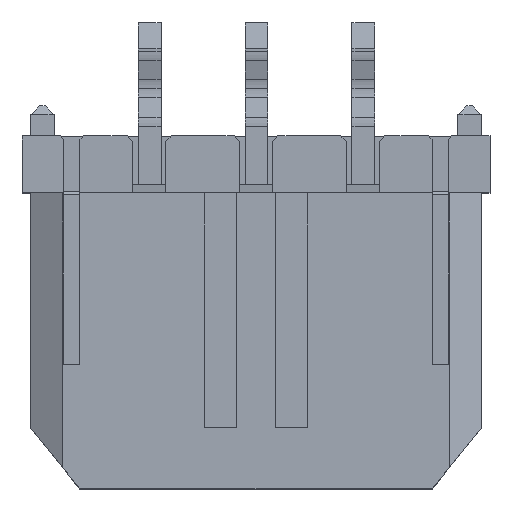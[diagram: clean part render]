
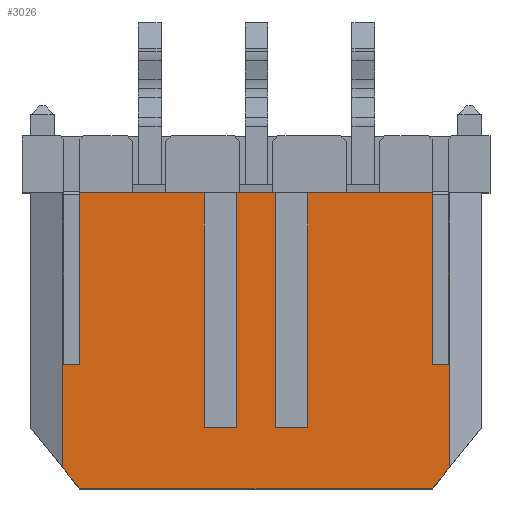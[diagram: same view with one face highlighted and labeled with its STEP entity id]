
A CAD part, top view. The second image highlights one B-rep face of the part: STEP entity #3026.
In plain terms, the highlighted planar face has unit normal (0, 0, 1).
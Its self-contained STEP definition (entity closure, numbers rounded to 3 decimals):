
#1720=CARTESIAN_POINT('',(4.053,4.374,3.885));
#1721=VERTEX_POINT('',#1720);
#1728=CARTESIAN_POINT('',(4.053,-0.436,3.885));
#1729=VERTEX_POINT('',#1728);
#1730=CARTESIAN_POINT('',(4.053,4.374,3.885));
#1731=DIRECTION('',(0.,-1.,0.));
#1732=VECTOR('',#1731,4.81);
#1733=LINE('',#1730,#1732);
#1734=EDGE_CURVE('',#1721,#1729,#1733,.T.);
#2151=CARTESIAN_POINT('',(-5.847,-0.436,3.885));
#2152=VERTEX_POINT('',#2151);
#2159=CARTESIAN_POINT('',(-5.847,4.374,3.885));
#2160=VERTEX_POINT('',#2159);
#2161=CARTESIAN_POINT('',(-5.847,-0.436,3.885));
#2162=DIRECTION('',(0.,1.,0.));
#2163=VECTOR('',#2162,4.81);
#2164=LINE('',#2161,#2163);
#2165=EDGE_CURVE('',#2152,#2160,#2164,.T.);
#2743=CARTESIAN_POINT('',(4.528,-3.349,3.885));
#2744=VERTEX_POINT('',#2743);
#2751=CARTESIAN_POINT('',(4.053,-3.936,3.885));
#2752=VERTEX_POINT('',#2751);
#2753=CARTESIAN_POINT('',(4.528,-3.349,3.885));
#2754=DIRECTION('',(-0.629,-0.778,0.));
#2755=VECTOR('',#2754,0.755);
#2756=LINE('',#2753,#2755);
#2757=EDGE_CURVE('',#2744,#2752,#2756,.T.);
#2870=CARTESIAN_POINT('',(-7.472,-3.936,3.885));
#2871=DIRECTION('',(1.,0.,0.));
#2872=DIRECTION('',(0.,0.,1.));
#2873=AXIS2_PLACEMENT_3D('',#2870,#2872,#2871);
#2874=PLANE('',#2873);
#2875=ORIENTED_EDGE('',*,*,#1734,.F.);
#2876=CARTESIAN_POINT('',(0.553,4.374,3.885));
#2877=VERTEX_POINT('',#2876);
#2878=CARTESIAN_POINT('',(4.053,4.374,3.885));
#2879=DIRECTION('',(-1.,0.,0.));
#2880=VECTOR('',#2879,3.5);
#2881=LINE('',#2878,#2880);
#2882=EDGE_CURVE('',#1721,#2877,#2881,.T.);
#2883=ORIENTED_EDGE('',*,*,#2882,.T.);
#2884=CARTESIAN_POINT('',(0.553,-2.226,3.885));
#2885=VERTEX_POINT('',#2884);
#2886=CARTESIAN_POINT('',(0.553,4.374,3.885));
#2887=DIRECTION('',(0.,-1.,0.));
#2888=VECTOR('',#2887,6.6);
#2889=LINE('',#2886,#2888);
#2890=EDGE_CURVE('',#2877,#2885,#2889,.T.);
#2891=ORIENTED_EDGE('',*,*,#2890,.T.);
#2892=CARTESIAN_POINT('',(-0.347,-2.226,3.885));
#2893=VERTEX_POINT('',#2892);
#2894=CARTESIAN_POINT('',(0.553,-2.226,3.885));
#2895=DIRECTION('',(-1.,0.,0.));
#2896=VECTOR('',#2895,0.9);
#2897=LINE('',#2894,#2896);
#2898=EDGE_CURVE('',#2885,#2893,#2897,.T.);
#2899=ORIENTED_EDGE('',*,*,#2898,.T.);
#2900=CARTESIAN_POINT('',(-0.347,4.374,3.885));
#2901=VERTEX_POINT('',#2900);
#2902=CARTESIAN_POINT('',(-0.347,-2.226,3.885));
#2903=DIRECTION('',(0.,1.,0.));
#2904=VECTOR('',#2903,6.6);
#2905=LINE('',#2902,#2904);
#2906=EDGE_CURVE('',#2893,#2901,#2905,.T.);
#2907=ORIENTED_EDGE('',*,*,#2906,.T.);
#2908=CARTESIAN_POINT('',(-1.447,4.374,3.885));
#2909=VERTEX_POINT('',#2908);
#2910=CARTESIAN_POINT('',(-0.347,4.374,3.885));
#2911=DIRECTION('',(-1.,0.,0.));
#2912=VECTOR('',#2911,1.1);
#2913=LINE('',#2910,#2912);
#2914=EDGE_CURVE('',#2901,#2909,#2913,.T.);
#2915=ORIENTED_EDGE('',*,*,#2914,.T.);
#2916=CARTESIAN_POINT('',(-1.447,-2.226,3.885));
#2917=VERTEX_POINT('',#2916);
#2918=CARTESIAN_POINT('',(-1.447,4.374,3.885));
#2919=DIRECTION('',(0.,-1.,0.));
#2920=VECTOR('',#2919,6.6);
#2921=LINE('',#2918,#2920);
#2922=EDGE_CURVE('',#2909,#2917,#2921,.T.);
#2923=ORIENTED_EDGE('',*,*,#2922,.T.);
#2924=CARTESIAN_POINT('',(-2.347,-2.226,3.885));
#2925=VERTEX_POINT('',#2924);
#2926=CARTESIAN_POINT('',(-1.447,-2.226,3.885));
#2927=DIRECTION('',(-1.,0.,0.));
#2928=VECTOR('',#2927,0.9);
#2929=LINE('',#2926,#2928);
#2930=EDGE_CURVE('',#2917,#2925,#2929,.T.);
#2931=ORIENTED_EDGE('',*,*,#2930,.T.);
#2932=CARTESIAN_POINT('',(-2.347,4.374,3.885));
#2933=VERTEX_POINT('',#2932);
#2934=CARTESIAN_POINT('',(-2.347,-2.226,3.885));
#2935=DIRECTION('',(0.,1.,0.));
#2936=VECTOR('',#2935,6.6);
#2937=LINE('',#2934,#2936);
#2938=EDGE_CURVE('',#2925,#2933,#2937,.T.);
#2939=ORIENTED_EDGE('',*,*,#2938,.T.);
#2940=CARTESIAN_POINT('',(-2.347,4.374,3.885));
#2941=DIRECTION('',(-1.,0.,0.));
#2942=VECTOR('',#2941,3.5);
#2943=LINE('',#2940,#2942);
#2944=EDGE_CURVE('',#2933,#2160,#2943,.T.);
#2945=ORIENTED_EDGE('',*,*,#2944,.T.);
#2946=ORIENTED_EDGE('',*,*,#2165,.F.);
#2947=CARTESIAN_POINT('',(-6.297,-0.436,3.885));
#2948=VERTEX_POINT('',#2947);
#2949=CARTESIAN_POINT('',(-5.847,-0.436,3.885));
#2950=DIRECTION('',(-1.,0.,0.));
#2951=VECTOR('',#2950,0.45);
#2952=LINE('',#2949,#2951);
#2953=EDGE_CURVE('',#2152,#2948,#2952,.T.);
#2954=ORIENTED_EDGE('',*,*,#2953,.T.);
#2955=CARTESIAN_POINT('',(-6.297,4.374,3.885));
#2956=VERTEX_POINT('',#2955);
#2957=CARTESIAN_POINT('',(-6.297,-0.436,3.885));
#2958=DIRECTION('',(0.,1.,0.));
#2959=VECTOR('',#2958,4.81);
#2960=LINE('',#2957,#2959);
#2961=EDGE_CURVE('',#2948,#2956,#2960,.T.);
#2962=ORIENTED_EDGE('',*,*,#2961,.T.);
#2963=CARTESIAN_POINT('',(-6.322,4.374,3.885));
#2964=VERTEX_POINT('',#2963);
#2965=CARTESIAN_POINT('',(-6.297,4.374,3.885));
#2966=DIRECTION('',(-1.,0.,0.));
#2967=VECTOR('',#2966,0.025);
#2968=LINE('',#2965,#2967);
#2969=EDGE_CURVE('',#2956,#2964,#2968,.T.);
#2970=ORIENTED_EDGE('',*,*,#2969,.T.);
#2971=CARTESIAN_POINT('',(-6.322,-3.349,3.885));
#2972=VERTEX_POINT('',#2971);
#2973=CARTESIAN_POINT('',(-6.322,4.374,3.885));
#2974=DIRECTION('',(0.,-1.,0.));
#2975=VECTOR('',#2974,7.723);
#2976=LINE('',#2973,#2975);
#2977=EDGE_CURVE('',#2964,#2972,#2976,.T.);
#2978=ORIENTED_EDGE('',*,*,#2977,.T.);
#2979=CARTESIAN_POINT('',(-5.847,-3.936,3.885));
#2980=VERTEX_POINT('',#2979);
#2981=CARTESIAN_POINT('',(-6.322,-3.349,3.885));
#2982=DIRECTION('',(0.629,-0.778,0.));
#2983=VECTOR('',#2982,0.755);
#2984=LINE('',#2981,#2983);
#2985=EDGE_CURVE('',#2972,#2980,#2984,.T.);
#2986=ORIENTED_EDGE('',*,*,#2985,.T.);
#2987=CARTESIAN_POINT('',(-5.847,-3.936,3.885));
#2988=DIRECTION('',(1.,0.,0.));
#2989=VECTOR('',#2988,9.9);
#2990=LINE('',#2987,#2989);
#2991=EDGE_CURVE('',#2980,#2752,#2990,.T.);
#2992=ORIENTED_EDGE('',*,*,#2991,.T.);
#2993=ORIENTED_EDGE('',*,*,#2757,.F.);
#2994=CARTESIAN_POINT('',(4.528,4.374,3.885));
#2995=VERTEX_POINT('',#2994);
#2996=CARTESIAN_POINT('',(4.528,-3.349,3.885));
#2997=DIRECTION('',(0.,1.,0.));
#2998=VECTOR('',#2997,7.723);
#2999=LINE('',#2996,#2998);
#3000=EDGE_CURVE('',#2744,#2995,#2999,.T.);
#3001=ORIENTED_EDGE('',*,*,#3000,.T.);
#3002=CARTESIAN_POINT('',(4.503,4.374,3.885));
#3003=VERTEX_POINT('',#3002);
#3004=CARTESIAN_POINT('',(4.528,4.374,3.885));
#3005=DIRECTION('',(-1.,0.,0.));
#3006=VECTOR('',#3005,0.025);
#3007=LINE('',#3004,#3006);
#3008=EDGE_CURVE('',#2995,#3003,#3007,.T.);
#3009=ORIENTED_EDGE('',*,*,#3008,.T.);
#3010=CARTESIAN_POINT('',(4.503,-0.436,3.885));
#3011=VERTEX_POINT('',#3010);
#3012=CARTESIAN_POINT('',(4.503,4.374,3.885));
#3013=DIRECTION('',(0.,-1.,0.));
#3014=VECTOR('',#3013,4.81);
#3015=LINE('',#3012,#3014);
#3016=EDGE_CURVE('',#3003,#3011,#3015,.T.);
#3017=ORIENTED_EDGE('',*,*,#3016,.T.);
#3018=CARTESIAN_POINT('',(4.503,-0.436,3.885));
#3019=DIRECTION('',(-1.,0.,0.));
#3020=VECTOR('',#3019,0.45);
#3021=LINE('',#3018,#3020);
#3022=EDGE_CURVE('',#3011,#1729,#3021,.T.);
#3023=ORIENTED_EDGE('',*,*,#3022,.T.);
#3024=EDGE_LOOP('',(#2875,#2883,#2891,#2899,#2907,#2915,#2923,#2931,#2939,#2945,#2946,#2954,#2962,#2970,#2978,#2986,#2992,#2993,#3001,#3009,#3017,#3023));
#3025=FACE_OUTER_BOUND('',#3024,.T.);
#3026=ADVANCED_FACE('',(#3025),#2874,.T.);
